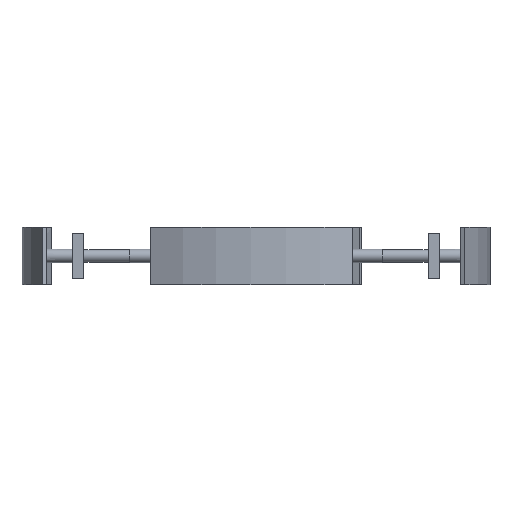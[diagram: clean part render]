
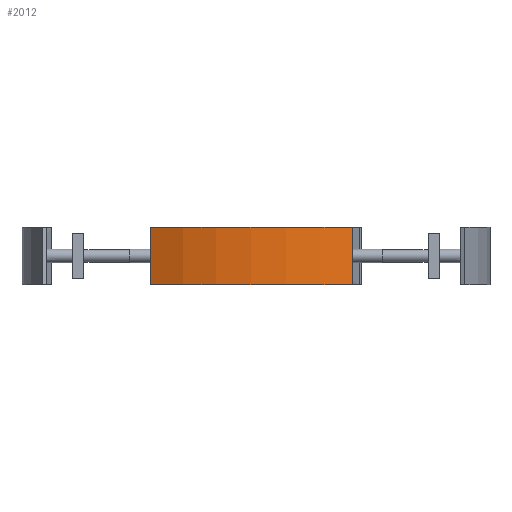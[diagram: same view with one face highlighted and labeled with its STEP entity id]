
A CAD part, front view. The second image highlights one B-rep face of the part: STEP entity #2012.
In plain terms, the highlighted cylindrical face has radius 102 mm (diameter 204 mm), a partial arc.
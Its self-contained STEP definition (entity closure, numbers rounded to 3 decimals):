
#35 = VERTEX_POINT ( 'NONE', #229 ) ;
#77 = DIRECTION ( 'NONE',  ( -1., 0., 0. ) ) ;
#135 = DIRECTION ( 'NONE',  ( 0., 0., 1. ) ) ;
#145 = EDGE_CURVE ( 'NONE', #2678, #211, #1526, .T. ) ;
#185 = VECTOR ( 'NONE', #2655, 1000. ) ;
#211 = VERTEX_POINT ( 'NONE', #1599 ) ;
#229 = CARTESIAN_POINT ( 'NONE',  ( 42.102, -92.906, 12.5 ) ) ;
#482 = CARTESIAN_POINT ( 'NONE',  ( 42.102, -92.906, 12.5 ) ) ;
#516 = CYLINDRICAL_SURFACE ( 'NONE', #2058, 102. ) ;
#687 = AXIS2_PLACEMENT_3D ( 'NONE', #959, #2724, #77 ) ;
#793 = ORIENTED_EDGE ( 'NONE', *, *, #981, .T. ) ;
#831 = FACE_OUTER_BOUND ( 'NONE', #1086, .T. ) ;
#859 = CIRCLE ( 'NONE', #2819, 102. ) ;
#959 = CARTESIAN_POINT ( 'NONE',  ( 0., 0., -12.5 ) ) ;
#981 = EDGE_CURVE ( 'NONE', #211, #2073, #3018, .T. ) ;
#1086 = EDGE_LOOP ( 'NONE', ( #793, #1666, #2271, #2407 ) ) ;
#1429 = CARTESIAN_POINT ( 'NONE',  ( -46.026, -91.025, 12.5 ) ) ;
#1526 = LINE ( 'NONE', #2103, #185 ) ;
#1591 = DIRECTION ( 'NONE',  ( -1., 0., 0. ) ) ;
#1599 = CARTESIAN_POINT ( 'NONE',  ( -46.026, -91.025, -12.5 ) ) ;
#1659 = EDGE_CURVE ( 'NONE', #2678, #35, #859, .T. ) ;
#1666 = ORIENTED_EDGE ( 'NONE', *, *, #3024, .F. ) ;
#1698 = CARTESIAN_POINT ( 'NONE',  ( 0., 0., 12.5 ) ) ;
#1860 = CARTESIAN_POINT ( 'NONE',  ( 0., 0., 12.5 ) ) ;
#1946 = DIRECTION ( 'NONE',  ( 1., 0., 0. ) ) ;
#2012 = ADVANCED_FACE ( 'NONE', ( #831 ), #516, .T. ) ;
#2058 = AXIS2_PLACEMENT_3D ( 'NONE', #1698, #2789, #1946 ) ;
#2073 = VERTEX_POINT ( 'NONE', #2595 ) ;
#2103 = CARTESIAN_POINT ( 'NONE',  ( -46.026, -91.025, 12.5 ) ) ;
#2271 = ORIENTED_EDGE ( 'NONE', *, *, #1659, .F. ) ;
#2407 = ORIENTED_EDGE ( 'NONE', *, *, #145, .T. ) ;
#2484 = LINE ( 'NONE', #482, #3700 ) ;
#2497 = DIRECTION ( 'NONE',  ( 0., 0., -1. ) ) ;
#2595 = CARTESIAN_POINT ( 'NONE',  ( 42.102, -92.906, -12.5 ) ) ;
#2655 = DIRECTION ( 'NONE',  ( 0., 0., -1. ) ) ;
#2678 = VERTEX_POINT ( 'NONE', #1429 ) ;
#2724 = DIRECTION ( 'NONE',  ( 0., 0., 1. ) ) ;
#2789 = DIRECTION ( 'NONE',  ( 0., 0., -1. ) ) ;
#2819 = AXIS2_PLACEMENT_3D ( 'NONE', #1860, #135, #1591 ) ;
#3018 = CIRCLE ( 'NONE', #687, 102. ) ;
#3024 = EDGE_CURVE ( 'NONE', #35, #2073, #2484, .T. ) ;
#3700 = VECTOR ( 'NONE', #2497, 1000. ) ;
